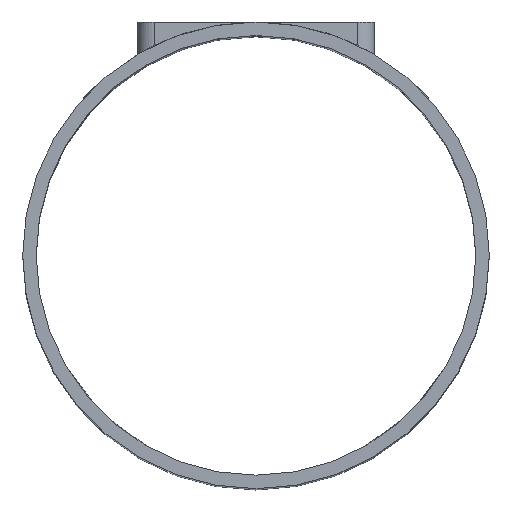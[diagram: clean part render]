
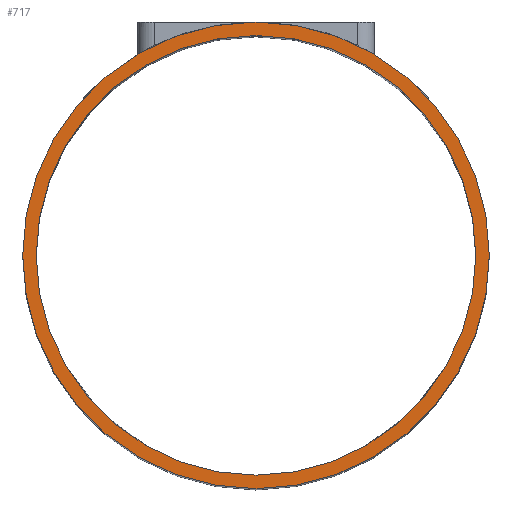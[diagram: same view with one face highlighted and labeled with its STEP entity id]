
A CAD part, top view. The second image highlights one B-rep face of the part: STEP entity #717.
In plain terms, the highlighted planar face has unit normal (0, 0, 1).
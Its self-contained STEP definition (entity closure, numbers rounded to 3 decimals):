
#32=FACE_BOUND('',#182,.T.);
#45=PLANE('',#808);
#126=FACE_OUTER_BOUND('',#181,.T.);
#181=EDGE_LOOP('',(#674));
#182=EDGE_LOOP('',(#675));
#300=CIRCLE('',#805,65.);
#301=CIRCLE('',#807,69.);
#371=VERTEX_POINT('',#1591);
#372=VERTEX_POINT('',#1595);
#470=EDGE_CURVE('',#371,#371,#300,.T.);
#472=EDGE_CURVE('',#372,#372,#301,.T.);
#674=ORIENTED_EDGE('',*,*,#472,.T.);
#675=ORIENTED_EDGE('',*,*,#470,.T.);
#717=ADVANCED_FACE('',(#126,#32),#45,.T.);
#805=AXIS2_PLACEMENT_3D('',#1592,#995,#996);
#807=AXIS2_PLACEMENT_3D('',#1596,#1000,#1001);
#808=AXIS2_PLACEMENT_3D('',#1598,#1003,#1004);
#995=DIRECTION('center_axis',(0.,0.,-1.));
#996=DIRECTION('ref_axis',(1.,0.,0.));
#1000=DIRECTION('center_axis',(0.,0.,1.));
#1001=DIRECTION('ref_axis',(1.,0.,0.));
#1003=DIRECTION('center_axis',(0.,0.,1.));
#1004=DIRECTION('ref_axis',(1.,0.,0.));
#1591=CARTESIAN_POINT('',(-65.,0.,220.));
#1592=CARTESIAN_POINT('Origin',(0.,0.,220.));
#1595=CARTESIAN_POINT('',(-69.,0.,220.));
#1596=CARTESIAN_POINT('Origin',(0.,0.,220.));
#1598=CARTESIAN_POINT('Origin',(0.,0.,220.));
